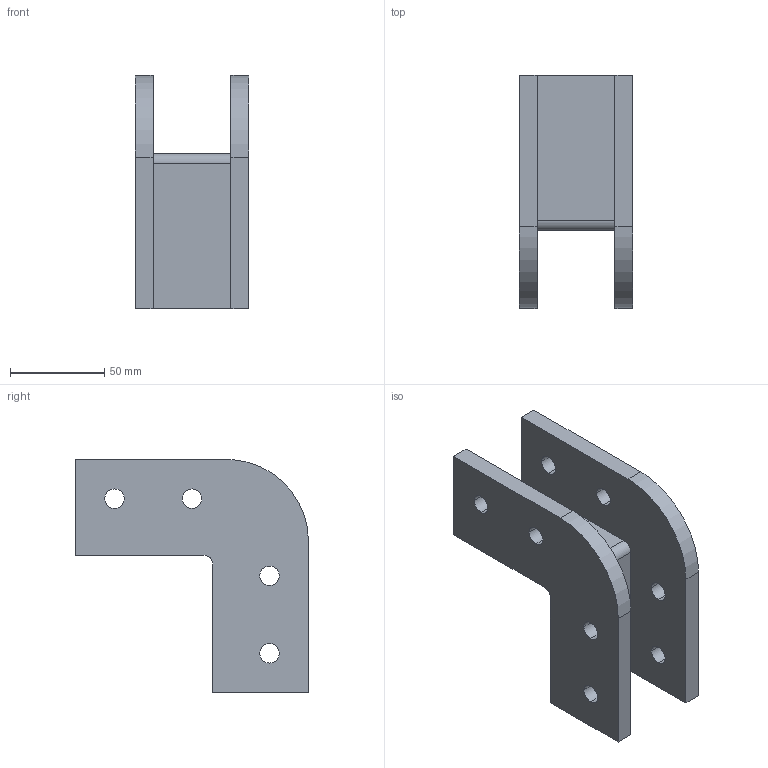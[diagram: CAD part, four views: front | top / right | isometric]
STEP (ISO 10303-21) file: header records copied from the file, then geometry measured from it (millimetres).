
FILE_DESCRIPTION(('TurboCAD Mac Pro'),'Build 980');
FILE_NAME('F50PU-2090.stp',' ',(''),(''),'ACIS Interop','IMSI','TurboCAD Mac Pro BY IMSI, INCORPORATED');
FILE_SCHEMA(('automotive_design'));
Length unit declared in the file: inch
Products named in the file (1): 1
Bounding box: 60.33 x 123.83 x 123.83 mm (x, y, z)
Volume: 237868.4 mm3; surface area: 59125.7 mm2
Topology: 1 solids, 1 shells, 50 faces, 144 edges, 96 vertices
Faces by surface type: bspline 36, plane 14
Entity records: 2280 total; most frequent: CARTESIAN_POINT 759, ORIENTED_EDGE 288, EDGE_CURVE 144, DIRECTION 102, VERTEX_POINT 96, B_SPLINE_CURVE_WITH_KNOTS 72, LINE 72, VECTOR 72
